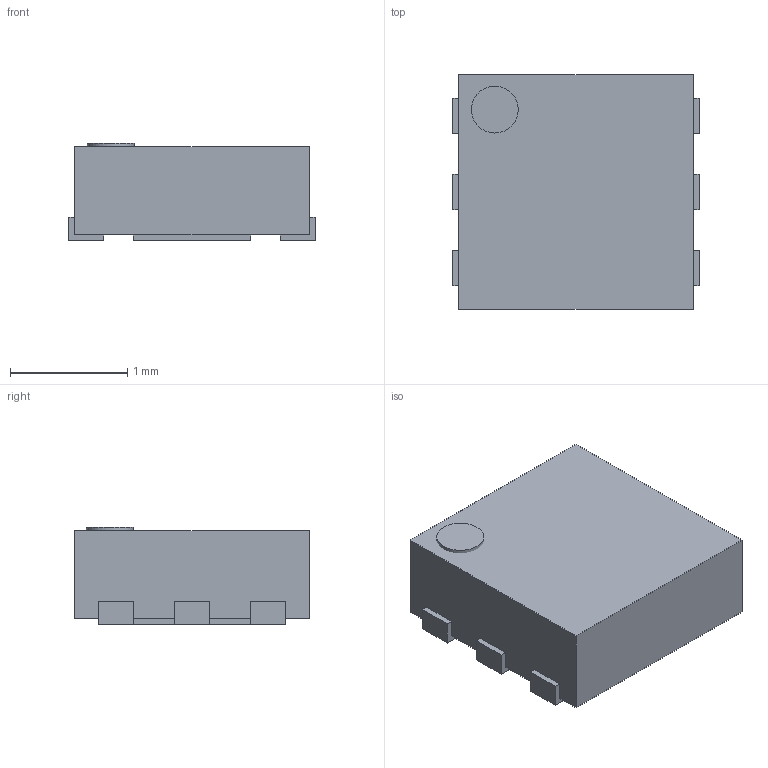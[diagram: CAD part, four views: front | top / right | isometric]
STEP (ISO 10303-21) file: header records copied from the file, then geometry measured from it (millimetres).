
FILE_DESCRIPTION(('HOOPS Exchange Step'),'2;1');
FILE_NAME('temp_export.step','2021-08-21T14:58:40-07:00',('mobile'),('Shapr3D Limited'),'HOOPS Exchange 2020.2','Shapr3D','Authorized');
FILE_SCHEMA( ('AP203_CONFIGURATION_CONTROLLED_3D_DESIGN_OF_MECHANICAL_PARTS_AND_ASSEMBLIES_MIM_LF') );
Length unit declared in the file: millimetre
Products named in the file (1): temp_export.x_b
Bounding box: 2.1 x 2 x 0.83 mm (x, y, z)
Volume: 3.1 mm3; surface area: 19.8 mm2
Topology: 9 solids, 9 shells, 64 faces, 140 edges, 94 vertices
Faces by surface type: plane 63, cylinder 1
Full cylindrical faces by diameter (mm): 0.4 x1
Entity records: 1747 total; most frequent: CARTESIAN_POINT 299, ORIENTED_EDGE 280, DIRECTION 274, EDGE_CURVE 140, VECTOR 136, LINE 136, VERTEX_POINT 94, AXIS2_PLACEMENT_3D 69
